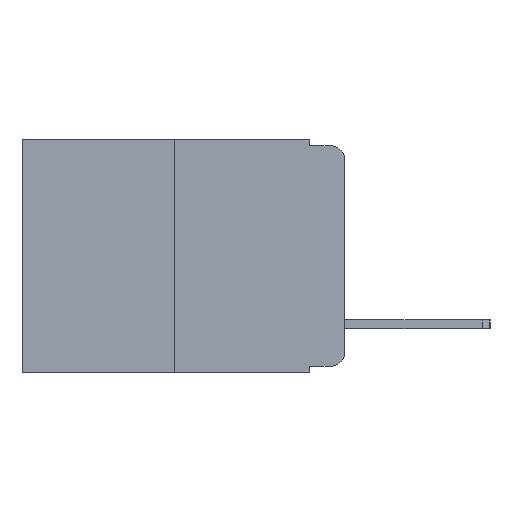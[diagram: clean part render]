
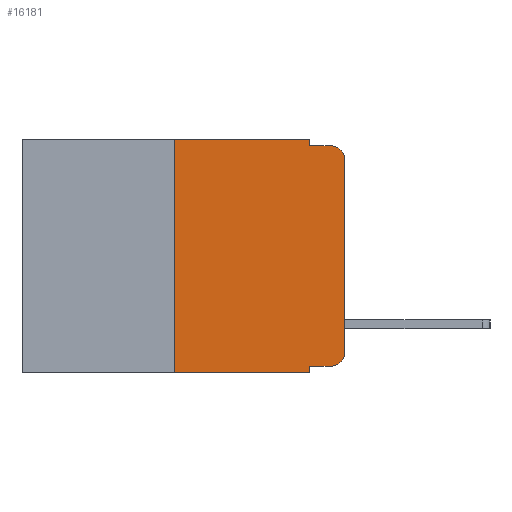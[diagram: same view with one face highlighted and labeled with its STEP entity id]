
A CAD part, left-side view. The second image highlights one B-rep face of the part: STEP entity #16181.
In plain terms, the highlighted planar face has unit normal (-1, 0, 0).
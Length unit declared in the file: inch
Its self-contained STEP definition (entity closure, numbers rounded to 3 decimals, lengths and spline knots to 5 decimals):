
#83 = LINE ( 'NONE', #21037, #24299 ) ;
#281 = ORIENTED_EDGE ( 'NONE', *, *, #14029, .T. ) ;
#968 = CARTESIAN_POINT ( 'NONE',  ( 0., 0., 0. ) ) ;
#1063 = EDGE_CURVE ( 'NONE', #17638, #2668, #8729, .T. ) ;
#1137 = CARTESIAN_POINT ( 'NONE',  ( 0., 0.25, 0. ) ) ;
#1530 = ORIENTED_EDGE ( 'NONE', *, *, #17253, .T. ) ;
#1918 = EDGE_CURVE ( 'NONE', #15189, #11269, #5656, .T. ) ;
#2102 = CARTESIAN_POINT ( 'NONE',  ( 0., 0.051, -0.01 ) ) ;
#2668 = VERTEX_POINT ( 'NONE', #10972 ) ;
#2825 = VECTOR ( 'NONE', #14962, 39.37008 ) ;
#3033 = VERTEX_POINT ( 'NONE', #23365 ) ;
#3131 = ORIENTED_EDGE ( 'NONE', *, *, #6479, .F. ) ;
#3204 = VECTOR ( 'NONE', #22600, 39.37008 ) ;
#3759 = ORIENTED_EDGE ( 'NONE', *, *, #1063, .F. ) ;
#4070 = LINE ( 'NONE', #10623, #9947 ) ;
#4284 = CIRCLE ( 'NONE', #20950, 0.02 ) ;
#4347 = CARTESIAN_POINT ( 'NONE',  ( 0., 0.02, -0.333 ) ) ;
#4776 = VECTOR ( 'NONE', #10094, 39.37008 ) ;
#5374 = CARTESIAN_POINT ( 'NONE',  ( 0., 0.473, 0. ) ) ;
#5406 = LINE ( 'NONE', #2102, #4776 ) ;
#5656 = LINE ( 'NONE', #968, #24462 ) ;
#5774 = CARTESIAN_POINT ( 'NONE',  ( 0., 0.051, 0. ) ) ;
#6479 = EDGE_CURVE ( 'NONE', #2668, #3033, #5406, .T. ) ;
#7572 = VERTEX_POINT ( 'NONE', #17118 ) ;
#8267 = VECTOR ( 'NONE', #17010, 39.37008 ) ;
#8729 = LINE ( 'NONE', #8835, #2825 ) ;
#8835 = CARTESIAN_POINT ( 'NONE',  ( 0., 0.051, 0. ) ) ;
#8941 = DIRECTION ( 'NONE',  ( 0., 0., 1. ) ) ;
#9037 = ORIENTED_EDGE ( 'NONE', *, *, #23097, .F. ) ;
#9070 = VERTEX_POINT ( 'NONE', #4347 ) ;
#9792 = CARTESIAN_POINT ( 'NONE',  ( 0., 0., -0.313 ) ) ;
#9947 = VECTOR ( 'NONE', #12599, 39.37008 ) ;
#10094 = DIRECTION ( 'NONE',  ( 0., -1., 0. ) ) ;
#10198 = DIRECTION ( 'NONE',  ( -1., 0., 0. ) ) ;
#10623 = CARTESIAN_POINT ( 'NONE',  ( 0., 0.25, 0. ) ) ;
#10914 = ORIENTED_EDGE ( 'NONE', *, *, #19704, .F. ) ;
#10972 = CARTESIAN_POINT ( 'NONE',  ( 0., 0.051, -0.01 ) ) ;
#11269 = VERTEX_POINT ( 'NONE', #20659 ) ;
#11388 = DIRECTION ( 'NONE',  ( -1., 0., 0. ) ) ;
#11436 = VECTOR ( 'NONE', #20916, 39.37008 ) ;
#11756 = EDGE_CURVE ( 'NONE', #11269, #3033, #4284, .T. ) ;
#12599 = DIRECTION ( 'NONE',  ( 0., 0., 1. ) ) ;
#12809 = CARTESIAN_POINT ( 'NONE',  ( 0., 0.051, -0.343 ) ) ;
#13140 = VERTEX_POINT ( 'NONE', #12809 ) ;
#13216 = VERTEX_POINT ( 'NONE', #1137 ) ;
#13262 = DIRECTION ( 'NONE',  ( 0., 0., -1. ) ) ;
#13525 = CIRCLE ( 'NONE', #23781, 0.02 ) ;
#13684 = LINE ( 'NONE', #20776, #3204 ) ;
#14029 = EDGE_CURVE ( 'NONE', #7572, #13140, #83, .T. ) ;
#14059 = LINE ( 'NONE', #22388, #8267 ) ;
#14432 = CARTESIAN_POINT ( 'NONE',  ( 0., 0.051, -0.333 ) ) ;
#14962 = DIRECTION ( 'NONE',  ( 0., 0., -1. ) ) ;
#15189 = VERTEX_POINT ( 'NONE', #9792 ) ;
#15386 = AXIS2_PLACEMENT_3D ( 'NONE', #5374, #24210, #13262 ) ;
#16181 = ADVANCED_FACE ( 'NONE', ( #19368 ), #22379, .F. ) ;
#16333 = CARTESIAN_POINT ( 'NONE',  ( 0., 0.051, 0. ) ) ;
#17010 = DIRECTION ( 'NONE',  ( 0., -1., 0. ) ) ;
#17118 = CARTESIAN_POINT ( 'NONE',  ( 0., 0.25, -0.343 ) ) ;
#17253 = EDGE_CURVE ( 'NONE', #9070, #15189, #13525, .T. ) ;
#17638 = VERTEX_POINT ( 'NONE', #16333 ) ;
#17964 = ORIENTED_EDGE ( 'NONE', *, *, #1918, .T. ) ;
#18481 = EDGE_CURVE ( 'NONE', #20851, #9070, #14059, .T. ) ;
#19363 = EDGE_LOOP ( 'NONE', ( #17964, #22771, #3131, #3759, #9037, #19681, #281, #10914, #21366, #1530 ) ) ;
#19368 = FACE_OUTER_BOUND ( 'NONE', #19363, .T. ) ;
#19681 = ORIENTED_EDGE ( 'NONE', *, *, #24530, .F. ) ;
#19704 = EDGE_CURVE ( 'NONE', #20851, #13140, #20705, .T. ) ;
#20659 = CARTESIAN_POINT ( 'NONE',  ( 0., 0., -0.03 ) ) ;
#20705 = LINE ( 'NONE', #5774, #11436 ) ;
#20776 = CARTESIAN_POINT ( 'NONE',  ( 0., 0.473, 0. ) ) ;
#20851 = VERTEX_POINT ( 'NONE', #14432 ) ;
#20916 = DIRECTION ( 'NONE',  ( 0., 0., -1. ) ) ;
#20950 = AXIS2_PLACEMENT_3D ( 'NONE', #21376, #10198, #23210 ) ;
#21037 = CARTESIAN_POINT ( 'NONE',  ( 0., 0.473, -0.343 ) ) ;
#21366 = ORIENTED_EDGE ( 'NONE', *, *, #18481, .T. ) ;
#21376 = CARTESIAN_POINT ( 'NONE',  ( 0., 0.02, -0.03 ) ) ;
#22379 = PLANE ( 'NONE',  #15386 ) ;
#22388 = CARTESIAN_POINT ( 'NONE',  ( 0., 0.051, -0.333 ) ) ;
#22452 = CARTESIAN_POINT ( 'NONE',  ( 0., 0.02, -0.313 ) ) ;
#22600 = DIRECTION ( 'NONE',  ( 0., -1., 0. ) ) ;
#22771 = ORIENTED_EDGE ( 'NONE', *, *, #11756, .T. ) ;
#22862 = DIRECTION ( 'NONE',  ( 0., -1., 0. ) ) ;
#23097 = EDGE_CURVE ( 'NONE', #13216, #17638, #13684, .T. ) ;
#23210 = DIRECTION ( 'NONE',  ( 0., 0., -1. ) ) ;
#23365 = CARTESIAN_POINT ( 'NONE',  ( 0., 0.02, -0.01 ) ) ;
#23781 = AXIS2_PLACEMENT_3D ( 'NONE', #22452, #11388, #24277 ) ;
#24210 = DIRECTION ( 'NONE',  ( 1., 0., 0. ) ) ;
#24277 = DIRECTION ( 'NONE',  ( 0., 0., -1. ) ) ;
#24299 = VECTOR ( 'NONE', #22862, 39.37008 ) ;
#24462 = VECTOR ( 'NONE', #8941, 39.37008 ) ;
#24530 = EDGE_CURVE ( 'NONE', #7572, #13216, #4070, .T. ) ;
